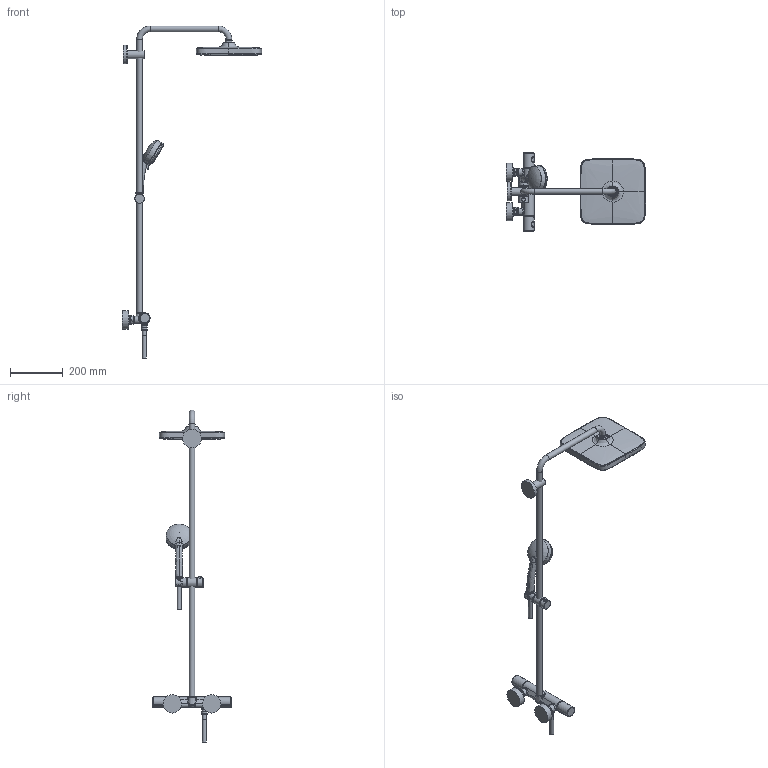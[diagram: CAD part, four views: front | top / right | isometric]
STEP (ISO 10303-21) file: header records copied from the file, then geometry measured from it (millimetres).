
FILE_DESCRIPTION(/* description */ ('Unknown'),/* implementation_level */ '2;1');
FILE_NAME(/* name */ '26690000',/* time_stamp */ '2022-09-01T13:06:29+02:00',/* author */ ('Unknown'),/* organization */ ('GROHE AG'),/* preprocessor_version */ 'ST-DEVELOPER v16.7',/* originating_system */ 'DEX',/* authorisation */ $);
FILE_SCHEMA (('AUTOMOTIVE_DESIGN {1 0 10303 214 3 1 1}'));
Length unit declared in the file: millimetre
Products named in the file (9): 26690000; 26690000_0; id79; 081107 GTM1000C Handles Update02; A4284282 handle-2 1000C 081107; extrude#; shell#35; trim_sur
Assembly tree (8 placements, depth 2):
  26690000
    26690000
    26690000_0
    id79
    081107 GTM1000C Handles Update02
    A4284282 handle-2 1000C 081107
    extrude#
    shell#35
    trim_sur
Bounding box: 530.51 x 298.65 x 1264.12 mm (x, y, z)
Volume: 194563.5 mm3; surface area: 447254.7 mm2
Topology: 2 solids, 281 shells, 1972 faces, 6408 edges, 4643 vertices
Faces by surface type: bspline 888, cylinder 538, torus 318, plane 106, sphere 98, cone 24
Full cylindrical faces by diameter (mm): 1 x136, 2.8 x51, 3.6 x14, 3.748 x136, 15 x2, 15.3 x1, 16 x1, 18 x1, 18.5 x1, 19 x2, 19.9 x1, 20.96 x2, 21.2 x1, 22 x3, 23 x2, 27 x2, 31.3 x1, 33.4 x2, 34 x1, 36 x3, 39 x2, 40 x4, 70 x2, 71 x1, 89.4 x1, 90.2 x1, 98.174 x1
Entity records: 108934 total; most frequent: CARTESIAN_POINT 65349, ORIENTED_EDGE 7833, DIRECTION 5442, EDGE_CURVE 5031, VERTEX_POINT 4061, B_SPLINE_CURVE_WITH_KNOTS 3190, FACE_BOUND 2964, EDGE_LOOP 2963
